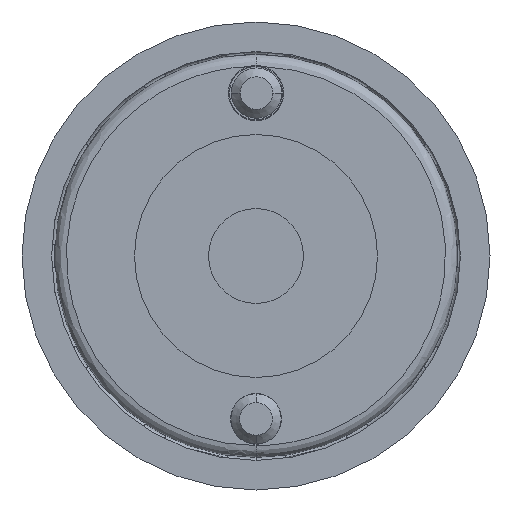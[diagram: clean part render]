
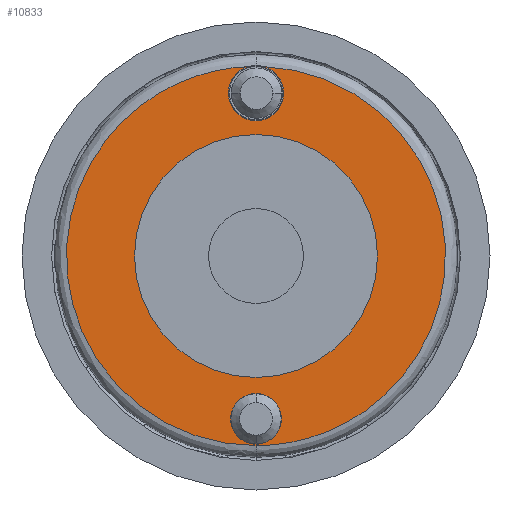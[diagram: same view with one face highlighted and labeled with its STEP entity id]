
A CAD part, front view. The second image highlights one B-rep face of the part: STEP entity #10833.
In plain terms, the highlighted planar face has unit normal (0, -1, 0).
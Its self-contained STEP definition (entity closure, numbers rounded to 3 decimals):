
#185 = EDGE_LOOP ( 'NONE', ( #2015, #2397, #3630, #6107 ) ) ;
#264 = EDGE_CURVE ( 'NONE', #4754, #8107, #2311, .T. ) ;
#439 = EDGE_LOOP ( 'NONE', ( #8318, #8693 ) ) ;
#440 = CARTESIAN_POINT ( 'NONE',  ( 20.5, -1.9, 0. ) ) ;
#620 = CARTESIAN_POINT ( 'NONE',  ( 0., -1.9, -27.5 ) ) ;
#878 = VERTEX_POINT ( 'NONE', #10377 ) ;
#926 = CARTESIAN_POINT ( 'NONE',  ( -61.467, -1.9, -32. ) ) ;
#1035 = AXIS2_PLACEMENT_3D ( 'NONE', #620, #6643, #1531 ) ;
#1054 = CARTESIAN_POINT ( 'NONE',  ( 0., -1.9, -23.226 ) ) ;
#1349 = CARTESIAN_POINT ( 'NONE',  ( 0., -1.9, 0. ) ) ;
#1357 = DIRECTION ( 'NONE',  ( 0., 0., -1. ) ) ;
#1531 = DIRECTION ( 'NONE',  ( 0., 0., 1. ) ) ;
#1675 = CARTESIAN_POINT ( 'NONE',  ( 61.467, -1.9, -32. ) ) ;
#1749 = EDGE_CURVE ( 'NONE', #8452, #3581, #5041, .T. ) ;
#1836 = CARTESIAN_POINT ( 'NONE',  ( -1.311, -1.9, 31.973 ) ) ;
#2015 = ORIENTED_EDGE ( 'NONE', *, *, #2788, .F. ) ;
#2093 = EDGE_CURVE ( 'NONE', #3493, #878, #8371, .T. ) ;
#2300 = AXIS2_PLACEMENT_3D ( 'NONE', #1349, #7159, #8899 ) ;
#2311 = CIRCLE ( 'NONE', #2300, 20.5 ) ;
#2397 = ORIENTED_EDGE ( 'NONE', *, *, #8814, .F. ) ;
#2660 = EDGE_CURVE ( 'NONE', #3581, #9687, #2723, .T. ) ;
#2698 =( BOUNDED_CURVE ( )  B_SPLINE_CURVE ( 3, ( #6945, #926, #6093, #1836 ),
 .UNSPECIFIED., .F., .F. ) 
 B_SPLINE_CURVE_WITH_KNOTS ( ( 4, 4 ),
 ( 0., 1. ),
 .UNSPECIFIED. ) 
 CURVE ( )  GEOMETRIC_REPRESENTATION_ITEM ( )  RATIONAL_B_SPLINE_CURVE ( ( 1., 0.347, 0.347, 1. ) ) 
 REPRESENTATION_ITEM ( '' )  );
#2723 = CIRCLE ( 'NONE', #8098, 4.661 ) ;
#2788 = EDGE_CURVE ( 'NONE', #5491, #9687, #2698, .T. ) ;
#2791 = CARTESIAN_POINT ( 'NONE',  ( 1.311, -1.9, 31.973 ) ) ;
#2991 = FACE_OUTER_BOUND ( 'NONE', #185, .T. ) ;
#3335 = DIRECTION ( 'NONE',  ( 0., 1., 0. ) ) ;
#3492 = EDGE_LOOP ( 'NONE', ( #5958, #7167 ) ) ;
#3493 = VERTEX_POINT ( 'NONE', #1054 ) ;
#3581 = VERTEX_POINT ( 'NONE', #10770 ) ;
#3630 = ORIENTED_EDGE ( 'NONE', *, *, #1749, .T. ) ;
#3802 = AXIS2_PLACEMENT_3D ( 'NONE', #5110, #11112, #5949 ) ;
#4490 = CARTESIAN_POINT ( 'NONE',  ( 0., -1.9, 27.5 ) ) ;
#4527 = CARTESIAN_POINT ( 'NONE',  ( 0., -1.9, -27.5 ) ) ;
#4754 = VERTEX_POINT ( 'NONE', #9331 ) ;
#4940 = EDGE_CURVE ( 'NONE', #878, #3493, #5668, .T. ) ;
#4990 = DIRECTION ( 'NONE',  ( 0., 1., 0. ) ) ;
#5041 = CIRCLE ( 'NONE', #10810, 4.661 ) ;
#5098 = CARTESIAN_POINT ( 'NONE',  ( 1.311, -1.9, 31.973 ) ) ;
#5110 = CARTESIAN_POINT ( 'NONE',  ( 0., -1.9, 0. ) ) ;
#5202 = CIRCLE ( 'NONE', #3802, 20.5 ) ;
#5398 = DIRECTION ( 'NONE',  ( 0., 0., 1. ) ) ;
#5491 = VERTEX_POINT ( 'NONE', #8821 ) ;
#5668 = CIRCLE ( 'NONE', #8280, 4.274 ) ;
#5949 = DIRECTION ( 'NONE',  ( 0., 0., -1. ) ) ;
#5958 = ORIENTED_EDGE ( 'NONE', *, *, #2093, .T. ) ;
#6093 = CARTESIAN_POINT ( 'NONE',  ( -62.727, -1.9, 29.454 ) ) ;
#6107 = ORIENTED_EDGE ( 'NONE', *, *, #2660, .T. ) ;
#6264 = CARTESIAN_POINT ( 'NONE',  ( -1.311, -1.9, 31.973 ) ) ;
#6459 = PLANE ( 'NONE',  #9904 ) ;
#6487 = DIRECTION ( 'NONE',  ( 0., -1., 0. ) ) ;
#6494 = EDGE_CURVE ( 'NONE', #8107, #4754, #5202, .T. ) ;
#6643 = DIRECTION ( 'NONE',  ( 0., 1., 0. ) ) ;
#6682 = CARTESIAN_POINT ( 'NONE',  ( 62.727, -1.9, 29.454 ) ) ;
#6796 = DIRECTION ( 'NONE',  ( 0., 0., 1. ) ) ;
#6945 = CARTESIAN_POINT ( 'NONE',  ( 0., -1.9, -32. ) ) ;
#7017 =( BOUNDED_CURVE ( )  B_SPLINE_CURVE ( 3, ( #5098, #6682, #1675, #7661 ),
 .UNSPECIFIED., .F., .F. ) 
 B_SPLINE_CURVE_WITH_KNOTS ( ( 4, 4 ),
 ( 0., 1. ),
 .UNSPECIFIED. ) 
 CURVE ( )  GEOMETRIC_REPRESENTATION_ITEM ( )  RATIONAL_B_SPLINE_CURVE ( ( 1., 0.347, 0.347, 1. ) ) 
 REPRESENTATION_ITEM ( '' )  );
#7159 = DIRECTION ( 'NONE',  ( 0., 1., 0. ) ) ;
#7167 = ORIENTED_EDGE ( 'NONE', *, *, #4940, .T. ) ;
#7274 = FACE_BOUND ( 'NONE', #3492, .T. ) ;
#7542 = FACE_BOUND ( 'NONE', #439, .T. ) ;
#7661 = CARTESIAN_POINT ( 'NONE',  ( 0., -1.9, -32. ) ) ;
#8098 = AXIS2_PLACEMENT_3D ( 'NONE', #8473, #3335, #9334 ) ;
#8107 = VERTEX_POINT ( 'NONE', #9998 ) ;
#8280 = AXIS2_PLACEMENT_3D ( 'NONE', #4527, #10538, #5398 ) ;
#8318 = ORIENTED_EDGE ( 'NONE', *, *, #264, .T. ) ;
#8371 = CIRCLE ( 'NONE', #1035, 4.274 ) ;
#8452 = VERTEX_POINT ( 'NONE', #2791 ) ;
#8473 = CARTESIAN_POINT ( 'NONE',  ( 0., -1.9, 27.5 ) ) ;
#8693 = ORIENTED_EDGE ( 'NONE', *, *, #6494, .T. ) ;
#8814 = EDGE_CURVE ( 'NONE', #8452, #5491, #7017, .T. ) ;
#8821 = CARTESIAN_POINT ( 'NONE',  ( 0., -1.9, -32. ) ) ;
#8899 = DIRECTION ( 'NONE',  ( 0., 0., -1. ) ) ;
#9331 = CARTESIAN_POINT ( 'NONE',  ( 0., -1.9, -20.5 ) ) ;
#9334 = DIRECTION ( 'NONE',  ( 0., 0., 1. ) ) ;
#9687 = VERTEX_POINT ( 'NONE', #6264 ) ;
#9904 = AXIS2_PLACEMENT_3D ( 'NONE', #440, #6487, #1357 ) ;
#9998 = CARTESIAN_POINT ( 'NONE',  ( 0., -1.9, 20.5 ) ) ;
#10377 = CARTESIAN_POINT ( 'NONE',  ( 0., -1.9, -31.774 ) ) ;
#10538 = DIRECTION ( 'NONE',  ( 0., 1., 0. ) ) ;
#10770 = CARTESIAN_POINT ( 'NONE',  ( 0., -1.9, 22.839 ) ) ;
#10810 = AXIS2_PLACEMENT_3D ( 'NONE', #4490, #4990, #6796 ) ;
#10833 = ADVANCED_FACE ( 'NONE', ( #7542, #2991, #7274 ), #6459, .T. ) ;
#11112 = DIRECTION ( 'NONE',  ( 0., 1., 0. ) ) ;
